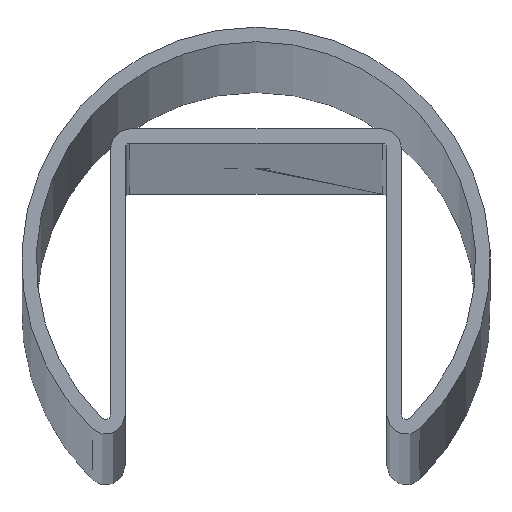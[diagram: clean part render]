
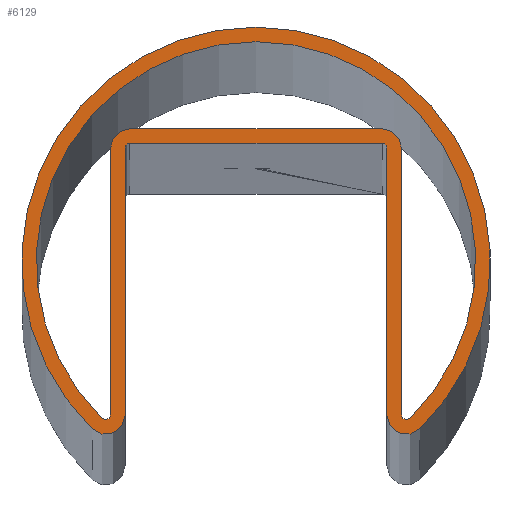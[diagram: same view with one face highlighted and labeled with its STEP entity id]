
A CAD part, top view. The second image highlights one B-rep face of the part: STEP entity #6129.
In plain terms, the highlighted planar face has unit normal (0, 0, 1).
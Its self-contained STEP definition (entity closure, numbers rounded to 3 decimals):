
#60 = VECTOR ( 'NONE', #642, 1000. ) ;
#209 = DIRECTION ( 'NONE',  ( 0., -1., 0. ) ) ;
#230 = CARTESIAN_POINT ( 'NONE',  ( -13., 30.648, 1500. ) ) ;
#383 = ORIENTED_EDGE ( 'NONE', *, *, #13652, .T. ) ;
#408 = CARTESIAN_POINT ( 'NONE',  ( 15., 28.648, 1500. ) ) ;
#642 = DIRECTION ( 'NONE',  ( 0., 1., 0. ) ) ;
#718 = ORIENTED_EDGE ( 'NONE', *, *, #8947, .T. ) ;
#768 = CARTESIAN_POINT ( 'NONE',  ( -15., 1.148, 1500. ) ) ;
#881 = DIRECTION ( 'NONE',  ( 0., 0., 1. ) ) ;
#903 = VERTEX_POINT ( 'NONE', #7943 ) ;
#949 = LINE ( 'NONE', #13486, #5712 ) ;
#961 = FACE_OUTER_BOUND ( 'NONE', #6764, .T. ) ;
#1082 = AXIS2_PLACEMENT_3D ( 'NONE', #4113, #4210, #9005 ) ;
#1090 = VERTEX_POINT ( 'NONE', #12592 ) ;
#1412 = LINE ( 'NONE', #7918, #60 ) ;
#1417 = LINE ( 'NONE', #768, #12852 ) ;
#1424 = EDGE_CURVE ( 'NONE', #14883, #7274, #3493, .T. ) ;
#1554 = AXIS2_PLACEMENT_3D ( 'NONE', #10060, #3961, #8741 ) ;
#1638 = EDGE_CURVE ( 'NONE', #3972, #903, #13409, .T. ) ;
#1864 = VERTEX_POINT ( 'NONE', #5173 ) ;
#1987 = EDGE_CURVE ( 'NONE', #1864, #14248, #1412, .T. ) ;
#2065 = CIRCLE ( 'NONE', #13463, 2. ) ;
#2158 = LINE ( 'NONE', #14652, #11721 ) ;
#2160 = DIRECTION ( 'NONE',  ( 1., 0., 0. ) ) ;
#2455 = CARTESIAN_POINT ( 'NONE',  ( 0., 16.971, 1500. ) ) ;
#2539 = DIRECTION ( 'NONE',  ( -1., 0., 0. ) ) ;
#2777 = DIRECTION ( 'NONE',  ( 0., 0., -1. ) ) ;
#2826 = AXIS2_PLACEMENT_3D ( 'NONE', #9143, #10447, #11688 ) ;
#3038 = VECTOR ( 'NONE', #6366, 1000. ) ;
#3058 = ORIENTED_EDGE ( 'NONE', *, *, #1987, .T. ) ;
#3065 = ORIENTED_EDGE ( 'NONE', *, *, #14532, .F. ) ;
#3110 = EDGE_CURVE ( 'NONE', #14972, #1090, #2158, .T. ) ;
#3323 = DIRECTION ( 'NONE',  ( 0., 0., -1. ) ) ;
#3386 = CARTESIAN_POINT ( 'NONE',  ( 13.5, 28.648, 1500. ) ) ;
#3423 = EDGE_CURVE ( 'NONE', #14837, #5842, #12847, .T. ) ;
#3493 = CIRCLE ( 'NONE', #9432, 0.5 ) ;
#3623 = EDGE_LOOP ( 'NONE', ( #15521, #13288, #11767, #10080, #6648, #12527, #3065, #5599 ) ) ;
#3677 = DIRECTION ( 'NONE',  ( 1., 0., 0. ) ) ;
#3856 = CARTESIAN_POINT ( 'NONE',  ( 15.5, 1.148, 1500. ) ) ;
#3910 = DIRECTION ( 'NONE',  ( 1., 0., 0. ) ) ;
#3918 = CARTESIAN_POINT ( 'NONE',  ( -15., 1.148, 1500. ) ) ;
#3961 = DIRECTION ( 'NONE',  ( 0., 0., 1. ) ) ;
#3972 = VERTEX_POINT ( 'NONE', #14703 ) ;
#4079 = CARTESIAN_POINT ( 'NONE',  ( -13.5, 28.648, 1500. ) ) ;
#4113 = CARTESIAN_POINT ( 'NONE',  ( -13., 28.648, 1500. ) ) ;
#4210 = DIRECTION ( 'NONE',  ( 0., 0., -1. ) ) ;
#4252 = CARTESIAN_POINT ( 'NONE',  ( -13., 29.148, 1500. ) ) ;
#4588 = VERTEX_POINT ( 'NONE', #9249 ) ;
#4767 = AXIS2_PLACEMENT_3D ( 'NONE', #11730, #6785, #11676 ) ;
#5173 = CARTESIAN_POINT ( 'NONE',  ( -13.5, 1.148, 1500. ) ) ;
#5251 = VECTOR ( 'NONE', #12745, 1000. ) ;
#5254 = VERTEX_POINT ( 'NONE', #408 ) ;
#5292 = DIRECTION ( 'NONE',  ( 0., 0., 1. ) ) ;
#5329 = LINE ( 'NONE', #230, #3038 ) ;
#5501 = AXIS2_PLACEMENT_3D ( 'NONE', #3856, #14856, #2539 ) ;
#5599 = ORIENTED_EDGE ( 'NONE', *, *, #1638, .F. ) ;
#5712 = VECTOR ( 'NONE', #10200, 1000. ) ;
#5842 = VERTEX_POINT ( 'NONE', #3918 ) ;
#5969 = DIRECTION ( 'NONE',  ( 0., 1., 0. ) ) ;
#6013 = DIRECTION ( 'NONE',  ( 0., 0., 1. ) ) ;
#6129 = ADVANCED_FACE ( 'NONE', ( #9341, #961 ), #7336, .F. ) ;
#6310 = CARTESIAN_POINT ( 'NONE',  ( 15.5, 1.148, 1500. ) ) ;
#6366 = DIRECTION ( 'NONE',  ( 1., 0., 0. ) ) ;
#6470 = EDGE_CURVE ( 'NONE', #5254, #14883, #949, .T. ) ;
#6593 = EDGE_CURVE ( 'NONE', #14248, #13814, #12422, .T. ) ;
#6633 = AXIS2_PLACEMENT_3D ( 'NONE', #2455, #6013, #3677 ) ;
#6648 = ORIENTED_EDGE ( 'NONE', *, *, #6470, .F. ) ;
#6764 = EDGE_LOOP ( 'NONE', ( #13857, #3058, #11806, #15579, #8314, #10062, #718, #383 ) ) ;
#6785 = DIRECTION ( 'NONE',  ( 0., 0., -1. ) ) ;
#6911 = EDGE_CURVE ( 'NONE', #7274, #14837, #14281, .T. ) ;
#7274 = VERTEX_POINT ( 'NONE', #8244 ) ;
#7336 = PLANE ( 'NONE',  #15297 ) ;
#7505 = AXIS2_PLACEMENT_3D ( 'NONE', #15373, #3323, #15572 ) ;
#7711 = CARTESIAN_POINT ( 'NONE',  ( 13., 29.148, 1500. ) ) ;
#7825 = AXIS2_PLACEMENT_3D ( 'NONE', #9549, #881, #2160 ) ;
#7918 = CARTESIAN_POINT ( 'NONE',  ( -13.5, 1.148, 1500. ) ) ;
#7943 = CARTESIAN_POINT ( 'NONE',  ( -13., 30.648, 1500. ) ) ;
#8084 = EDGE_CURVE ( 'NONE', #13498, #5254, #2065, .T. ) ;
#8093 = CARTESIAN_POINT ( 'NONE',  ( 13., 30.648, 1500. ) ) ;
#8244 = CARTESIAN_POINT ( 'NONE',  ( 15.85, 0.791, 1500. ) ) ;
#8285 = CARTESIAN_POINT ( 'NONE',  ( -15.5, 1.148, 1500. ) ) ;
#8314 = ORIENTED_EDGE ( 'NONE', *, *, #8371, .T. ) ;
#8371 = EDGE_CURVE ( 'NONE', #11807, #14972, #10591, .T. ) ;
#8514 = EDGE_CURVE ( 'NONE', #13814, #11807, #15800, .T. ) ;
#8741 = DIRECTION ( 'NONE',  ( -1., 0., 0. ) ) ;
#8920 = CARTESIAN_POINT ( 'NONE',  ( 16.9, -0.281, 1500. ) ) ;
#8947 = EDGE_CURVE ( 'NONE', #1090, #10562, #15736, .T. ) ;
#9005 = DIRECTION ( 'NONE',  ( -1., 0., 0. ) ) ;
#9143 = CARTESIAN_POINT ( 'NONE',  ( -15.5, 1.148, 1500. ) ) ;
#9195 = CARTESIAN_POINT ( 'NONE',  ( -15.85, 0.791, 1500. ) ) ;
#9249 = CARTESIAN_POINT ( 'NONE',  ( -16.9, -0.281, 1500. ) ) ;
#9341 = FACE_BOUND ( 'NONE', #3623, .T. ) ;
#9432 = AXIS2_PLACEMENT_3D ( 'NONE', #6310, #5292, #3910 ) ;
#9549 = CARTESIAN_POINT ( 'NONE',  ( 0., 16.971, 1500. ) ) ;
#10036 = CARTESIAN_POINT ( 'NONE',  ( 13., 28.648, 1500. ) ) ;
#10060 = CARTESIAN_POINT ( 'NONE',  ( -15.5, 1.148, 1500. ) ) ;
#10062 = ORIENTED_EDGE ( 'NONE', *, *, #3110, .T. ) ;
#10080 = ORIENTED_EDGE ( 'NONE', *, *, #1424, .F. ) ;
#10200 = DIRECTION ( 'NONE',  ( 0., -1., 0. ) ) ;
#10447 = DIRECTION ( 'NONE',  ( 0., 0., 1. ) ) ;
#10562 = VERTEX_POINT ( 'NONE', #8920 ) ;
#10591 = CIRCLE ( 'NONE', #4767, 0.5 ) ;
#10992 = EDGE_CURVE ( 'NONE', #4588, #1864, #14172, .T. ) ;
#11037 = DIRECTION ( 'NONE',  ( -1., 0., 0. ) ) ;
#11171 = EDGE_CURVE ( 'NONE', #5842, #3972, #1417, .T. ) ;
#11676 = DIRECTION ( 'NONE',  ( -1., 0., 0. ) ) ;
#11688 = DIRECTION ( 'NONE',  ( 1., 0., 0. ) ) ;
#11691 = CARTESIAN_POINT ( 'NONE',  ( -13., 29.148, 1500. ) ) ;
#11721 = VECTOR ( 'NONE', #209, 1000. ) ;
#11730 = CARTESIAN_POINT ( 'NONE',  ( 13., 28.648, 1500. ) ) ;
#11767 = ORIENTED_EDGE ( 'NONE', *, *, #6911, .F. ) ;
#11806 = ORIENTED_EDGE ( 'NONE', *, *, #6593, .T. ) ;
#11807 = VERTEX_POINT ( 'NONE', #7711 ) ;
#12422 = CIRCLE ( 'NONE', #1082, 0.5 ) ;
#12514 = DIRECTION ( 'NONE',  ( 0., 0., -1. ) ) ;
#12527 = ORIENTED_EDGE ( 'NONE', *, *, #8084, .F. ) ;
#12592 = CARTESIAN_POINT ( 'NONE',  ( 13.5, 1.148, 1500. ) ) ;
#12745 = DIRECTION ( 'NONE',  ( 1., 0., 0. ) ) ;
#12847 = CIRCLE ( 'NONE', #2826, 0.5 ) ;
#12852 = VECTOR ( 'NONE', #5969, 1000. ) ;
#13288 = ORIENTED_EDGE ( 'NONE', *, *, #3423, .F. ) ;
#13409 = CIRCLE ( 'NONE', #7505, 2. ) ;
#13463 = AXIS2_PLACEMENT_3D ( 'NONE', #10036, #2777, #13707 ) ;
#13486 = CARTESIAN_POINT ( 'NONE',  ( 15., 1.148, 1500. ) ) ;
#13498 = VERTEX_POINT ( 'NONE', #8093 ) ;
#13652 = EDGE_CURVE ( 'NONE', #10562, #4588, #13756, .T. ) ;
#13707 = DIRECTION ( 'NONE',  ( -1., 0., 0. ) ) ;
#13756 = CIRCLE ( 'NONE', #6633, 24.15 ) ;
#13814 = VERTEX_POINT ( 'NONE', #4252 ) ;
#13857 = ORIENTED_EDGE ( 'NONE', *, *, #10992, .T. ) ;
#14172 = CIRCLE ( 'NONE', #1554, 2. ) ;
#14248 = VERTEX_POINT ( 'NONE', #4079 ) ;
#14281 = CIRCLE ( 'NONE', #7825, 22.65 ) ;
#14532 = EDGE_CURVE ( 'NONE', #903, #13498, #5329, .T. ) ;
#14652 = CARTESIAN_POINT ( 'NONE',  ( 13.5, 1.148, 1500. ) ) ;
#14703 = CARTESIAN_POINT ( 'NONE',  ( -15., 28.648, 1500. ) ) ;
#14837 = VERTEX_POINT ( 'NONE', #9195 ) ;
#14856 = DIRECTION ( 'NONE',  ( 0., 0., 1. ) ) ;
#14883 = VERTEX_POINT ( 'NONE', #15178 ) ;
#14972 = VERTEX_POINT ( 'NONE', #3386 ) ;
#15178 = CARTESIAN_POINT ( 'NONE',  ( 15., 1.148, 1500. ) ) ;
#15297 = AXIS2_PLACEMENT_3D ( 'NONE', #8285, #12514, #11037 ) ;
#15373 = CARTESIAN_POINT ( 'NONE',  ( -13., 28.648, 1500. ) ) ;
#15521 = ORIENTED_EDGE ( 'NONE', *, *, #11171, .F. ) ;
#15572 = DIRECTION ( 'NONE',  ( -1., 0., 0. ) ) ;
#15579 = ORIENTED_EDGE ( 'NONE', *, *, #8514, .T. ) ;
#15736 = CIRCLE ( 'NONE', #5501, 2. ) ;
#15800 = LINE ( 'NONE', #11691, #5251 ) ;
